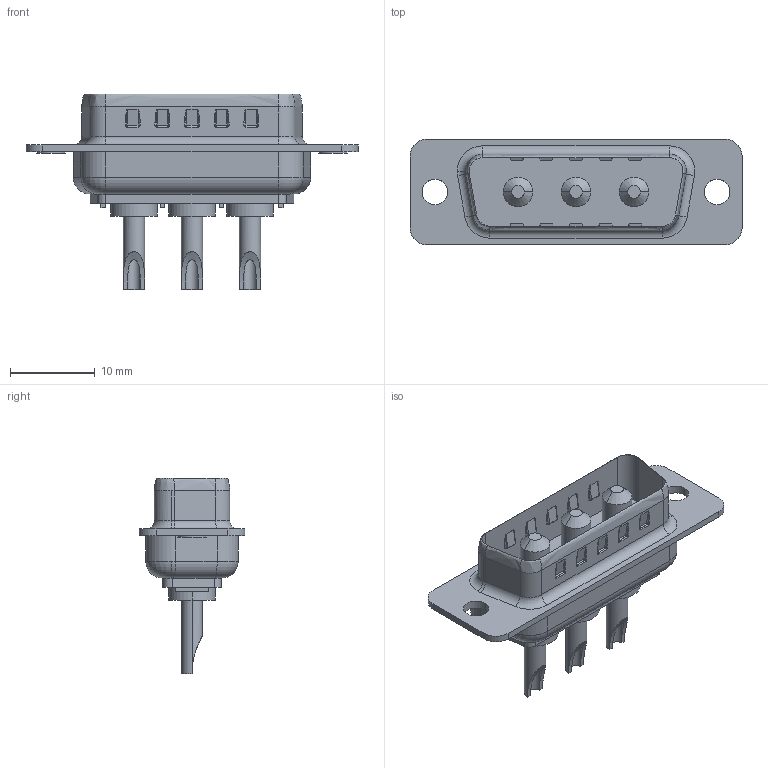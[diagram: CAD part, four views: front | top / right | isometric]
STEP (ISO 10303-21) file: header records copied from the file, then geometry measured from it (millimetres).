
FILE_DESCRIPTION (( 'STEP AP214' ), '1' );
FILE_NAME ('FDP0301-M0WS103K6KA-REF.STEP', '2025-10-10T06:29:01', ( '' ), ( '' ), 'SwSTEP 2.0', 'SolidWorks 2021', '' );
FILE_SCHEMA (( 'AUTOMOTIVE_DESIGN' ));
Length unit declared in the file: millimetre
Products named in the file (1): FDP0301-M0WS103K6KA-REF
Bounding box: 39.2 x 12.5 x 23.1 mm (x, y, z)
Volume: 2349.1 mm3; surface area: 2725.7 mm2
Topology: 1 solids, 1 shells, 460 faces, 1057 edges, 616 vertices
Faces by surface type: cylinder 217, plane 138, bspline 48, torus 31, sphere 20, cone 6
Entity records: 13882 total; most frequent: CARTESIAN_POINT 3982, DIRECTION 2104, ORIENTED_EDGE 2044, EDGE_CURVE 1022, AXIS2_PLACEMENT_3D 801, VERTEX_POINT 601, VECTOR 502, LINE 502
